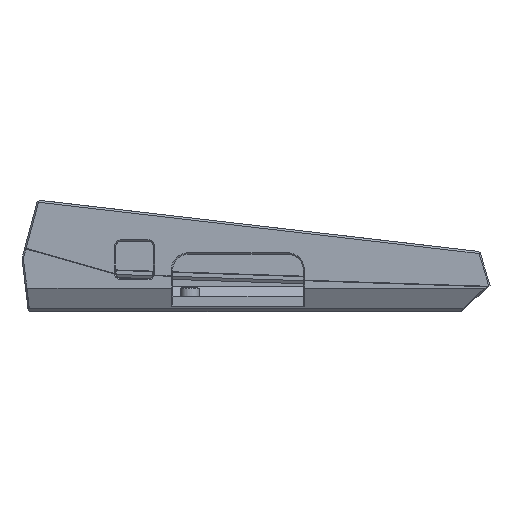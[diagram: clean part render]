
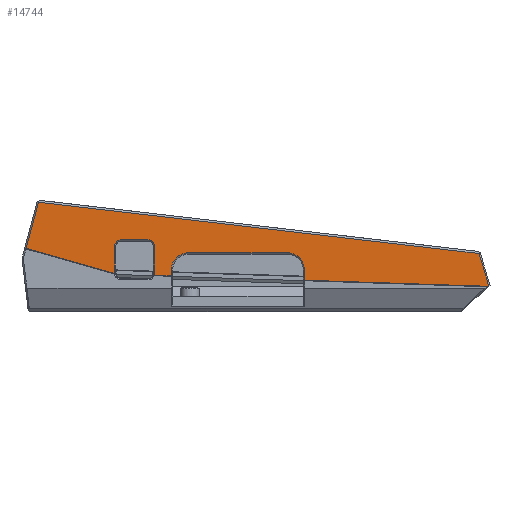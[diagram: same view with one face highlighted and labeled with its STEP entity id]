
A CAD part, front view. The second image highlights one B-rep face of the part: STEP entity #14744.
In plain terms, the highlighted planar face has unit normal (0, -1, 0).
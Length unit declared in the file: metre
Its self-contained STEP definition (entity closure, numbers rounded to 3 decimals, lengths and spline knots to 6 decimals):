
#655=CIRCLE('',#15929,0.0065);
#656=CIRCLE('',#15930,0.0025);
#657=CIRCLE('',#15931,0.0025);
#658=CIRCLE('',#15932,0.0025);
#659=CIRCLE('',#15933,0.0025);
#660=CIRCLE('',#15934,0.0065);
#2833=ORIENTED_EDGE('',*,*,#6201,.T.);
#2834=ORIENTED_EDGE('',*,*,#6202,.T.);
#2835=ORIENTED_EDGE('',*,*,#6203,.T.);
#2836=ORIENTED_EDGE('',*,*,#6204,.T.);
#2837=ORIENTED_EDGE('',*,*,#6205,.T.);
#2838=ORIENTED_EDGE('',*,*,#6206,.T.);
#2839=ORIENTED_EDGE('',*,*,#6207,.T.);
#2840=ORIENTED_EDGE('',*,*,#6208,.T.);
#2841=ORIENTED_EDGE('',*,*,#6209,.T.);
#2842=ORIENTED_EDGE('',*,*,#6210,.T.);
#2843=ORIENTED_EDGE('',*,*,#6211,.T.);
#2844=ORIENTED_EDGE('',*,*,#6212,.T.);
#2845=ORIENTED_EDGE('',*,*,#6213,.T.);
#2846=ORIENTED_EDGE('',*,*,#6214,.T.);
#2847=ORIENTED_EDGE('',*,*,#6215,.T.);
#2848=ORIENTED_EDGE('',*,*,#6216,.T.);
#2849=ORIENTED_EDGE('',*,*,#6217,.T.);
#2850=ORIENTED_EDGE('',*,*,#6218,.T.);
#2851=ORIENTED_EDGE('',*,*,#6219,.T.);
#6201=EDGE_CURVE('',#8004,#8005,#655,.F.);
#6202=EDGE_CURVE('',#8005,#8006,#9530,.T.);
#6203=EDGE_CURVE('',#8006,#8007,#9531,.T.);
#6204=EDGE_CURVE('',#8007,#8008,#9532,.T.);
#6205=EDGE_CURVE('',#8008,#8009,#9533,.T.);
#6206=EDGE_CURVE('',#8009,#8010,#9534,.T.);
#6207=EDGE_CURVE('',#8010,#8011,#9535,.T.);
#6208=EDGE_CURVE('',#8011,#8012,#9536,.T.);
#6209=EDGE_CURVE('',#8012,#8013,#656,.F.);
#6210=EDGE_CURVE('',#8013,#8014,#9537,.T.);
#6211=EDGE_CURVE('',#8014,#8015,#657,.F.);
#6212=EDGE_CURVE('',#8015,#8016,#9538,.T.);
#6213=EDGE_CURVE('',#8016,#8017,#658,.F.);
#6214=EDGE_CURVE('',#8017,#8018,#9539,.T.);
#6215=EDGE_CURVE('',#8018,#8019,#659,.F.);
#6216=EDGE_CURVE('',#8019,#8020,#9540,.T.);
#6217=EDGE_CURVE('',#8020,#8021,#9541,.T.);
#6218=EDGE_CURVE('',#8021,#8022,#660,.F.);
#6219=EDGE_CURVE('',#8022,#8004,#9542,.T.);
#8004=VERTEX_POINT('',#22800);
#8005=VERTEX_POINT('',#22801);
#8006=VERTEX_POINT('',#22803);
#8007=VERTEX_POINT('',#22805);
#8008=VERTEX_POINT('',#22807);
#8009=VERTEX_POINT('',#22809);
#8010=VERTEX_POINT('',#22811);
#8011=VERTEX_POINT('',#22813);
#8012=VERTEX_POINT('',#22815);
#8013=VERTEX_POINT('',#22817);
#8014=VERTEX_POINT('',#22819);
#8015=VERTEX_POINT('',#22821);
#8016=VERTEX_POINT('',#22823);
#8017=VERTEX_POINT('',#22825);
#8018=VERTEX_POINT('',#22827);
#8019=VERTEX_POINT('',#22829);
#8020=VERTEX_POINT('',#22831);
#8021=VERTEX_POINT('',#22833);
#8022=VERTEX_POINT('',#22835);
#9530=LINE('',#22802,#11182);
#9531=LINE('',#22804,#11183);
#9532=LINE('',#22806,#11184);
#9533=LINE('',#22808,#11185);
#9534=LINE('',#22810,#11186);
#9535=LINE('',#22812,#11187);
#9536=LINE('',#22814,#11188);
#9537=LINE('',#22818,#11189);
#9538=LINE('',#22822,#11190);
#9539=LINE('',#22826,#11191);
#9540=LINE('',#22830,#11192);
#9541=LINE('',#22832,#11193);
#9542=LINE('',#22836,#11194);
#11182=VECTOR('',#18488,1.);
#11183=VECTOR('',#18489,1.);
#11184=VECTOR('',#18490,1.);
#11185=VECTOR('',#18491,1.);
#11186=VECTOR('',#18492,1.);
#11187=VECTOR('',#18493,1.);
#11188=VECTOR('',#18494,1.);
#11189=VECTOR('',#18497,1.);
#11190=VECTOR('',#18500,1.);
#11191=VECTOR('',#18503,1.);
#11192=VECTOR('',#18506,1.);
#11193=VECTOR('',#18507,1.);
#11194=VECTOR('',#18510,1.);
#12324=EDGE_LOOP('',(#2833,#2834,#2835,#2836,#2837,#2838,#2839,#2840,#2841,
#2842,#2843,#2844,#2845,#2846,#2847,#2848,#2849,#2850,#2851));
#13259=FACE_BOUND('',#12324,.T.);
#14033=PLANE('',#15928);
#14744=ADVANCED_FACE('',(#13259),#14033,.T.);
#15928=AXIS2_PLACEMENT_3D('',#22798,#18484,#18485);
#15929=AXIS2_PLACEMENT_3D('',#22799,#18486,#18487);
#15930=AXIS2_PLACEMENT_3D('',#22816,#18495,#18496);
#15931=AXIS2_PLACEMENT_3D('',#22820,#18498,#18499);
#15932=AXIS2_PLACEMENT_3D('',#22824,#18501,#18502);
#15933=AXIS2_PLACEMENT_3D('',#22828,#18504,#18505);
#15934=AXIS2_PLACEMENT_3D('',#22834,#18508,#18509);
#18484=DIRECTION('',(0.,-1.,0.));
#18485=DIRECTION('',(1.,0.,0.));
#18486=DIRECTION('',(0.,-1.,0.));
#18487=DIRECTION('',(0.,0.,-1.));
#18488=DIRECTION('',(0.002,0.,-1.));
#18489=DIRECTION('',(0.999,0.,-0.033));
#18490=DIRECTION('',(0.74,0.,0.673));
#18491=DIRECTION('',(-0.29,0.,0.957));
#18492=DIRECTION('',(-0.993,0.,0.116));
#18493=DIRECTION('',(-0.261,0.,-0.965));
#18494=DIRECTION('',(0.962,0.,-0.274));
#18495=DIRECTION('',(0.,-1.,0.));
#18496=DIRECTION('',(0.,0.,-1.));
#18497=DIRECTION('',(0.,0.,1.));
#18498=DIRECTION('',(0.,-1.,0.));
#18499=DIRECTION('',(0.,0.,-1.));
#18500=DIRECTION('',(1.,0.,0.));
#18501=DIRECTION('',(0.,-1.,0.));
#18502=DIRECTION('',(0.,0.,-1.));
#18503=DIRECTION('',(0.,0.,-1.));
#18504=DIRECTION('',(0.,-1.,0.));
#18505=DIRECTION('',(0.,0.,-1.));
#18506=DIRECTION('',(0.999,0.,-0.033));
#18507=DIRECTION('',(0.,0.,1.));
#18508=DIRECTION('',(0.,-1.,0.));
#18509=DIRECTION('',(0.,0.,-1.));
#18510=DIRECTION('',(1.,0.,0.));
#22798=CARTESIAN_POINT('',(-0.196366,0.214377,0.020834));
#22799=CARTESIAN_POINT('',(-0.184696,0.214377,0.015444));
#22800=CARTESIAN_POINT('',(-0.184697,0.214377,0.021944));
#22801=CARTESIAN_POINT('',(-0.178196,0.214377,0.015456));
#22802=CARTESIAN_POINT('',(-0.17819,0.214377,0.011717));
#22803=CARTESIAN_POINT('',(-0.17819,0.214377,0.011699));
#22804=CARTESIAN_POINT('',(-0.196649,0.214377,0.012312));
#22805=CARTESIAN_POINT('',(-0.109304,0.214377,0.009414));
#22806=CARTESIAN_POINT('',(-0.109187,0.214377,0.009521));
#22807=CARTESIAN_POINT('',(-0.109267,0.214377,0.009448));
#22808=CARTESIAN_POINT('',(-0.119732,0.214377,0.044028));
#22809=CARTESIAN_POINT('',(-0.112965,0.214377,0.02167));
#22810=CARTESIAN_POINT('',(-0.278084,0.214377,0.040892));
#22811=CARTESIAN_POINT('',(-0.277695,0.214377,0.040847));
#22812=CARTESIAN_POINT('',(-0.277196,0.214377,0.042693));
#22813=CARTESIAN_POINT('',(-0.282357,0.214377,0.023608));
#22814=CARTESIAN_POINT('',(-0.202089,0.214377,0.000743));
#22815=CARTESIAN_POINT('',(-0.249271,0.214377,0.014183));
#22816=CARTESIAN_POINT('',(-0.246773,0.214377,0.0143));
#22817=CARTESIAN_POINT('',(-0.249273,0.214377,0.0143));
#22818=CARTESIAN_POINT('',(-0.249273,0.214377,0.0243));
#22819=CARTESIAN_POINT('',(-0.249273,0.214377,0.0243));
#22820=CARTESIAN_POINT('',(-0.246773,0.214377,0.0243));
#22821=CARTESIAN_POINT('',(-0.246773,0.214377,0.0268));
#22822=CARTESIAN_POINT('',(-0.196366,0.214377,0.0268));
#22823=CARTESIAN_POINT('',(-0.236773,0.214377,0.0268));
#22824=CARTESIAN_POINT('',(-0.236773,0.214377,0.0243));
#22825=CARTESIAN_POINT('',(-0.234273,0.214377,0.0243));
#22826=CARTESIAN_POINT('',(-0.234273,0.214377,0.020834));
#22827=CARTESIAN_POINT('',(-0.234273,0.214377,0.0143));
#22828=CARTESIAN_POINT('',(-0.236773,0.214377,0.0143));
#22829=CARTESIAN_POINT('',(-0.234384,0.214377,0.013563));
#22830=CARTESIAN_POINT('',(-0.196649,0.214377,0.012312));
#22831=CARTESIAN_POINT('',(-0.228055,0.214377,0.013353));
#22832=CARTESIAN_POINT('',(-0.228055,0.214377,0.020834));
#22833=CARTESIAN_POINT('',(-0.228055,0.214377,0.015443));
#22834=CARTESIAN_POINT('',(-0.221555,0.214377,0.015443));
#22835=CARTESIAN_POINT('',(-0.221555,0.214377,0.021943));
#22836=CARTESIAN_POINT('',(-0.196366,0.214377,0.021944));
